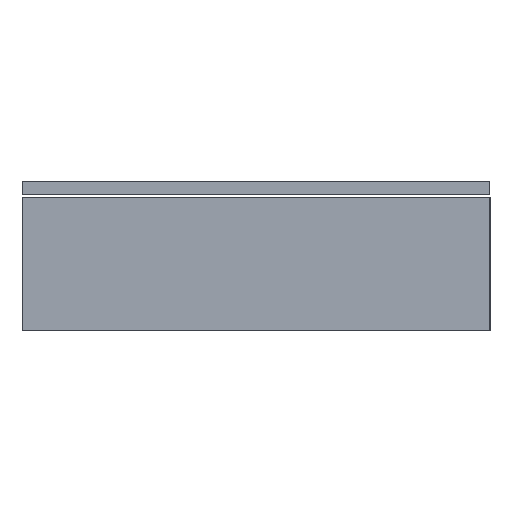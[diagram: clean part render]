
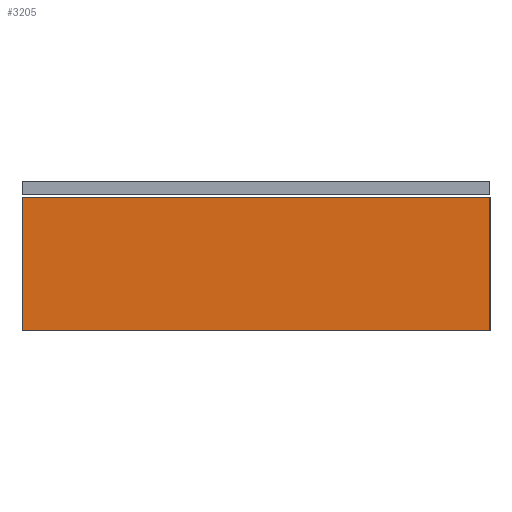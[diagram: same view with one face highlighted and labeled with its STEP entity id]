
A CAD part, left-side view. The second image highlights one B-rep face of the part: STEP entity #3205.
In plain terms, the highlighted planar face has unit normal (-1, 0, 0).
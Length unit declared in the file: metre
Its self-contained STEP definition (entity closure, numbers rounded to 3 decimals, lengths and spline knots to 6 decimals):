
#49=LINE('',#5031,#253);
#62=LINE('',#5057,#266);
#63=LINE('',#5059,#267);
#64=LINE('',#5061,#268);
#253=VECTOR('',#4118,1.);
#266=VECTOR('',#4137,1.);
#267=VECTOR('',#4138,1.);
#268=VECTOR('',#4139,1.);
#446=PLANE('',#3532);
#787=ORIENTED_EDGE('',*,*,#1475,.T.);
#788=ORIENTED_EDGE('',*,*,#1476,.F.);
#789=ORIENTED_EDGE('',*,*,#1477,.F.);
#790=ORIENTED_EDGE('',*,*,#1462,.T.);
#1462=EDGE_CURVE('',#1869,#1867,#49,.T.);
#1475=EDGE_CURVE('',#1867,#1879,#62,.T.);
#1476=EDGE_CURVE('',#1880,#1879,#63,.T.);
#1477=EDGE_CURVE('',#1869,#1880,#64,.T.);
#1867=VERTEX_POINT('',#5029);
#1869=VERTEX_POINT('',#5032);
#1879=VERTEX_POINT('',#5058);
#1880=VERTEX_POINT('',#5060);
#2505=EDGE_LOOP('',(#787,#788,#789,#790));
#2893=FACE_BOUND('',#2505,.T.);
#3205=ADVANCED_FACE('',(#2893),#446,.F.);
#3532=AXIS2_PLACEMENT_3D('',#5056,#4135,#4136);
#4118=DIRECTION('',(0.,0.,-1.));
#4135=DIRECTION('',(1.,0.,0.));
#4136=DIRECTION('',(0.,1.,0.));
#4137=DIRECTION('',(0.,-1.,0.));
#4138=DIRECTION('',(0.,0.,-1.));
#4139=DIRECTION('',(0.,-1.,0.));
#5029=CARTESIAN_POINT('',(-0.045,0.035,0.));
#5031=CARTESIAN_POINT('',(-0.045,0.035,0.02));
#5032=CARTESIAN_POINT('',(-0.045,0.035,0.02));
#5056=CARTESIAN_POINT('',(-0.045,0.,0.02));
#5057=CARTESIAN_POINT('',(-0.045,0.,0.));
#5058=CARTESIAN_POINT('',(-0.045,-0.035,0.));
#5059=CARTESIAN_POINT('',(-0.045,-0.035,0.02));
#5060=CARTESIAN_POINT('',(-0.045,-0.035,0.02));
#5061=CARTESIAN_POINT('',(-0.045,0.,0.02));
